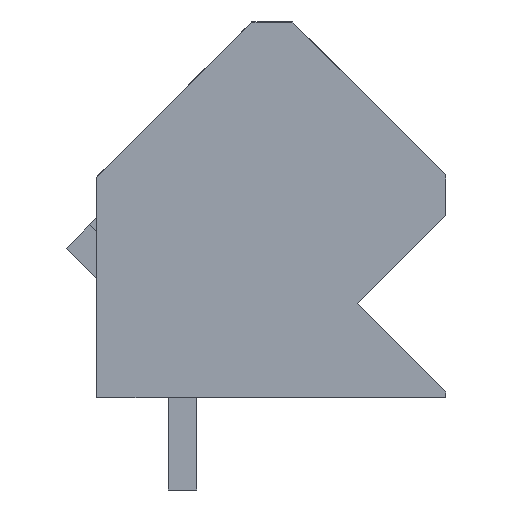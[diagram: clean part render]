
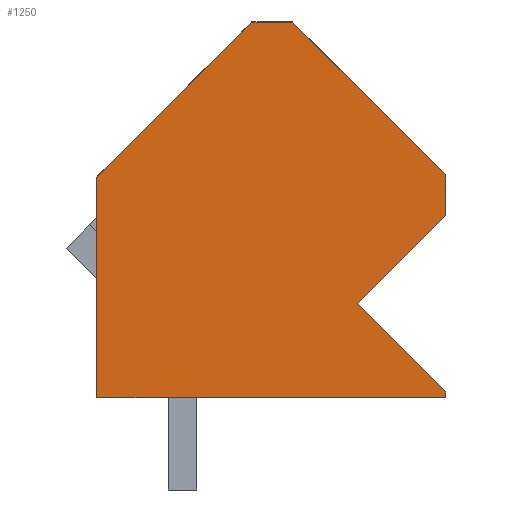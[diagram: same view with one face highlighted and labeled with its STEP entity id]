
A CAD part, left-side view. The second image highlights one B-rep face of the part: STEP entity #1250.
In plain terms, the highlighted planar face has unit normal (-1, 0, 0).
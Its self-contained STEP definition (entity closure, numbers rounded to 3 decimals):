
#1199=AXIS2_PLACEMENT_3D('Plane Axis2P3D',#1196,#1197,#1198) ;
#255=CARTESIAN_POINT('Vertex',(0.,5.303,16.228)) ;
#258=CARTESIAN_POINT('Line Origine',(0.,2.651,13.577)) ;
#262=CARTESIAN_POINT('Vertex',(0.,0.,10.925)) ;
#951=CARTESIAN_POINT('Vertex',(0.,12.092,10.853)) ;
#954=CARTESIAN_POINT('Line Origine',(0.,9.405,13.541)) ;
#958=CARTESIAN_POINT('Vertex',(0.,6.717,16.228)) ;
#1177=CARTESIAN_POINT('Line Origine',(0.,0.,10.218)) ;
#1181=CARTESIAN_POINT('Vertex',(0.,0.,9.511)) ;
#1196=CARTESIAN_POINT('Axis2P3D Location',(0.,13.152,0.)) ;
#1201=CARTESIAN_POINT('Line Origine',(0.,6.046,3.2)) ;
#1205=CARTESIAN_POINT('Vertex',(0.,12.092,3.2)) ;
#1207=CARTESIAN_POINT('Vertex',(0.,0.,3.2)) ;
#1210=CARTESIAN_POINT('Line Origine',(0.,0.,3.3)) ;
#1214=CARTESIAN_POINT('Vertex',(0.,0.,3.4)) ;
#1217=CARTESIAN_POINT('Line Origine',(0.,1.527,4.928)) ;
#1221=CARTESIAN_POINT('Vertex',(0.,3.055,6.455)) ;
#1224=CARTESIAN_POINT('Line Origine',(0.,1.527,7.983)) ;
#1229=CARTESIAN_POINT('Line Origine',(0.,6.01,16.228)) ;
#1234=CARTESIAN_POINT('Line Origine',(0.,12.092,7.027)) ;
#259=DIRECTION('Vector Direction',(0.,0.707,0.707)) ;
#955=DIRECTION('Vector Direction',(0.,0.707,-0.707)) ;
#1178=DIRECTION('Vector Direction',(0.,0.,1.)) ;
#1197=DIRECTION('Axis2P3D Direction',(-1.,0.,0.)) ;
#1198=DIRECTION('Axis2P3D XDirection',(0.,-1.,0.)) ;
#1202=DIRECTION('Vector Direction',(0.,-1.,0.)) ;
#1211=DIRECTION('Vector Direction',(0.,0.,1.)) ;
#1218=DIRECTION('Vector Direction',(0.,0.707,0.707)) ;
#1225=DIRECTION('Vector Direction',(0.,-0.707,0.707)) ;
#1230=DIRECTION('Vector Direction',(0.,1.,0.)) ;
#1235=DIRECTION('Vector Direction',(0.,0.,-1.)) ;
#260=VECTOR('Line Direction',#259,1.) ;
#956=VECTOR('Line Direction',#955,1.) ;
#1179=VECTOR('Line Direction',#1178,1.) ;
#1203=VECTOR('Line Direction',#1202,1.) ;
#1212=VECTOR('Line Direction',#1211,1.) ;
#1219=VECTOR('Line Direction',#1218,1.) ;
#1226=VECTOR('Line Direction',#1225,1.) ;
#1231=VECTOR('Line Direction',#1230,1.) ;
#1236=VECTOR('Line Direction',#1235,1.) ;
#1240=ORIENTED_EDGE('',*,*,#1209,.T.) ;
#1241=ORIENTED_EDGE('',*,*,#1216,.T.) ;
#1242=ORIENTED_EDGE('',*,*,#1223,.T.) ;
#1243=ORIENTED_EDGE('',*,*,#1228,.T.) ;
#1244=ORIENTED_EDGE('',*,*,#1183,.T.) ;
#1245=ORIENTED_EDGE('',*,*,#264,.T.) ;
#1246=ORIENTED_EDGE('',*,*,#1233,.T.) ;
#1247=ORIENTED_EDGE('',*,*,#960,.T.) ;
#1248=ORIENTED_EDGE('',*,*,#1238,.T.) ;
#1250=ADVANCED_FACE('HOUSING',(#1249),#1200,.T.) ;
#264=EDGE_CURVE('',#263,#256,#261,.T.) ;
#960=EDGE_CURVE('',#959,#952,#957,.T.) ;
#1183=EDGE_CURVE('',#1182,#263,#1180,.T.) ;
#1209=EDGE_CURVE('',#1206,#1208,#1204,.T.) ;
#1216=EDGE_CURVE('',#1208,#1215,#1213,.T.) ;
#1223=EDGE_CURVE('',#1215,#1222,#1220,.T.) ;
#1228=EDGE_CURVE('',#1222,#1182,#1227,.T.) ;
#1233=EDGE_CURVE('',#256,#959,#1232,.T.) ;
#1238=EDGE_CURVE('',#952,#1206,#1237,.T.) ;
#1239=EDGE_LOOP('',(#1240,#1241,#1242,#1243,#1244,#1245,#1246,#1247,#1248)) ;
#1249=FACE_OUTER_BOUND('',#1239,.T.) ;
#261=LINE('Line',#258,#260) ;
#957=LINE('Line',#954,#956) ;
#1180=LINE('Line',#1177,#1179) ;
#1204=LINE('Line',#1201,#1203) ;
#1213=LINE('Line',#1210,#1212) ;
#1220=LINE('Line',#1217,#1219) ;
#1227=LINE('Line',#1224,#1226) ;
#1232=LINE('Line',#1229,#1231) ;
#1237=LINE('Line',#1234,#1236) ;
#1200=PLANE('',#1199) ;
#256=VERTEX_POINT('',#255) ;
#263=VERTEX_POINT('',#262) ;
#952=VERTEX_POINT('',#951) ;
#959=VERTEX_POINT('',#958) ;
#1182=VERTEX_POINT('',#1181) ;
#1206=VERTEX_POINT('',#1205) ;
#1208=VERTEX_POINT('',#1207) ;
#1215=VERTEX_POINT('',#1214) ;
#1222=VERTEX_POINT('',#1221) ;
